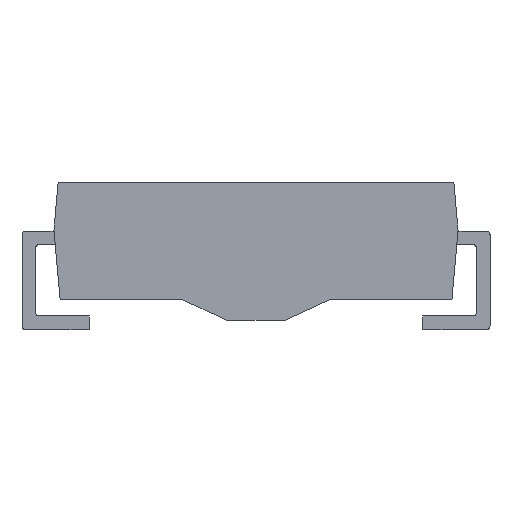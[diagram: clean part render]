
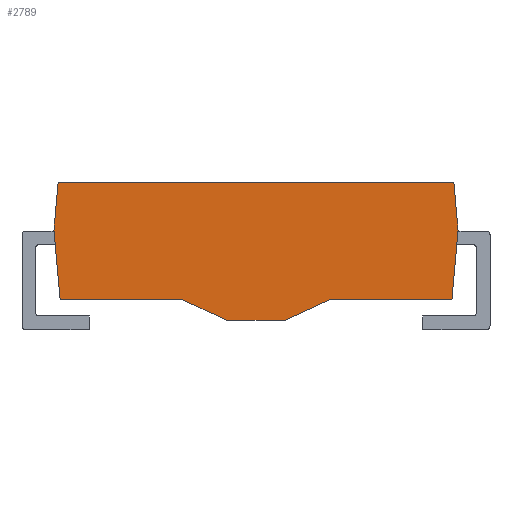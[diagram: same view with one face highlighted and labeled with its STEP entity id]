
A CAD part, front view. The second image highlights one B-rep face of the part: STEP entity #2789.
In plain terms, the highlighted face is planar.
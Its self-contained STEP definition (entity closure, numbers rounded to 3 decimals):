
#113=PLANE('',#2913);
#507=ORIENTED_EDGE('',*,*,#899,.T.);
#508=ORIENTED_EDGE('',*,*,#970,.T.);
#509=ORIENTED_EDGE('',*,*,#968,.T.);
#510=ORIENTED_EDGE('',*,*,#941,.T.);
#511=ORIENTED_EDGE('',*,*,#938,.T.);
#512=ORIENTED_EDGE('',*,*,#945,.T.);
#513=ORIENTED_EDGE('',*,*,#951,.T.);
#514=ORIENTED_EDGE('',*,*,#948,.T.);
#515=ORIENTED_EDGE('',*,*,#960,.T.);
#516=ORIENTED_EDGE('',*,*,#971,.T.);
#899=EDGE_CURVE('',#1156,#1157,#1343,.T.);
#938=EDGE_CURVE('',#1185,#1184,#1375,.T.);
#941=EDGE_CURVE('',#1187,#1185,#1378,.T.);
#945=EDGE_CURVE('',#1184,#1190,#1382,.T.);
#948=EDGE_CURVE('',#1193,#1192,#1385,.T.);
#951=EDGE_CURVE('',#1190,#1193,#1388,.T.);
#960=EDGE_CURVE('',#1192,#1198,#1394,.T.);
#968=EDGE_CURVE('',#1202,#1187,#1402,.T.);
#970=EDGE_CURVE('',#1157,#1202,#1404,.T.);
#971=EDGE_CURVE('',#1198,#1156,#1405,.T.);
#1156=VERTEX_POINT('',#4269);
#1157=VERTEX_POINT('',#4270);
#1184=VERTEX_POINT('',#4381);
#1185=VERTEX_POINT('',#4383);
#1187=VERTEX_POINT('',#4390);
#1190=VERTEX_POINT('',#4397);
#1192=VERTEX_POINT('',#4403);
#1193=VERTEX_POINT('',#4405);
#1198=VERTEX_POINT('',#4441);
#1202=VERTEX_POINT('',#4456);
#1343=LINE('',#4268,#1581);
#1375=LINE('',#4382,#1613);
#1378=LINE('',#4389,#1616);
#1382=LINE('',#4398,#1620);
#1385=LINE('',#4404,#1623);
#1388=LINE('',#4410,#1626);
#1394=LINE('',#4442,#1632);
#1402=LINE('',#4455,#1640);
#1404=LINE('',#4459,#1642);
#1405=LINE('',#4460,#1643);
#1581=VECTOR('',#3158,1000.);
#1613=VECTOR('',#3216,1000.);
#1616=VECTOR('',#3223,1000.);
#1620=VECTOR('',#3229,1000.);
#1623=VECTOR('',#3234,1000.);
#1626=VECTOR('',#3239,1000.);
#1632=VECTOR('',#3257,1000.);
#1640=VECTOR('',#3269,1000.);
#1642=VECTOR('',#3273,1000.);
#1643=VECTOR('',#3274,1000.);
#1774=EDGE_LOOP('',(#507,#508,#509,#510,#511,#512,#513,#514,#515,#516));
#1897=FACE_BOUND('',#1774,.T.);
#2789=ADVANCED_FACE('',(#1897),#113,.T.);
#2913=AXIS2_PLACEMENT_3D('',#4458,#3271,#3272);
#3158=DIRECTION('',(-1.,0.,0.));
#3216=DIRECTION('',(0.908,-0.42,0.));
#3223=DIRECTION('',(1.,0.,0.));
#3229=DIRECTION('',(1.,0.,0.));
#3234=DIRECTION('',(1.,0.,0.));
#3239=DIRECTION('',(0.908,0.42,0.));
#3257=DIRECTION('',(0.088,0.996,0.));
#3269=DIRECTION('',(0.088,-0.996,0.));
#3271=DIRECTION('',(0.,0.,1.));
#3272=DIRECTION('',(1.,0.,0.));
#3273=DIRECTION('',(-0.088,-0.996,0.));
#3274=DIRECTION('',(-0.088,0.996,0.));
#4268=CARTESIAN_POINT('',(3.357,1.005,2.953));
#4269=CARTESIAN_POINT('',(3.357,1.005,2.953));
#4270=CARTESIAN_POINT('',(-3.357,1.005,2.953));
#4381=CARTESIAN_POINT('',(-0.5,-1.33,2.953));
#4382=CARTESIAN_POINT('',(-1.246,-0.985,2.953));
#4383=CARTESIAN_POINT('',(-1.246,-0.985,2.953));
#4389=CARTESIAN_POINT('',(-2.187,-0.985,2.953));
#4390=CARTESIAN_POINT('',(-3.324,-0.985,2.953));
#4397=CARTESIAN_POINT('',(0.5,-1.33,2.953));
#4398=CARTESIAN_POINT('',(-0.5,-1.33,2.953));
#4403=CARTESIAN_POINT('',(3.324,-0.985,2.953));
#4404=CARTESIAN_POINT('',(2.188,-0.985,2.953));
#4405=CARTESIAN_POINT('',(1.247,-0.985,2.953));
#4410=CARTESIAN_POINT('',(0.5,-1.33,2.953));
#4441=CARTESIAN_POINT('',(3.428,0.198,2.953));
#4442=CARTESIAN_POINT('',(3.335,-0.865,2.953));
#4455=CARTESIAN_POINT('',(-3.428,0.198,2.953));
#4456=CARTESIAN_POINT('',(-3.428,0.198,2.953));
#4458=CARTESIAN_POINT('',(0.,0.,2.953));
#4459=CARTESIAN_POINT('',(-3.357,1.005,2.953));
#4460=CARTESIAN_POINT('',(3.428,0.198,2.953));
